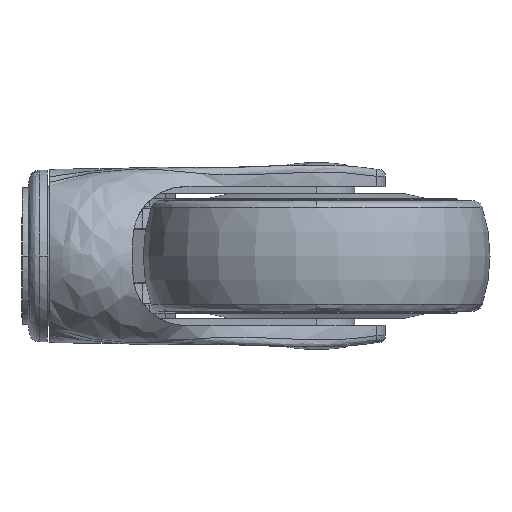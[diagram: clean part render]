
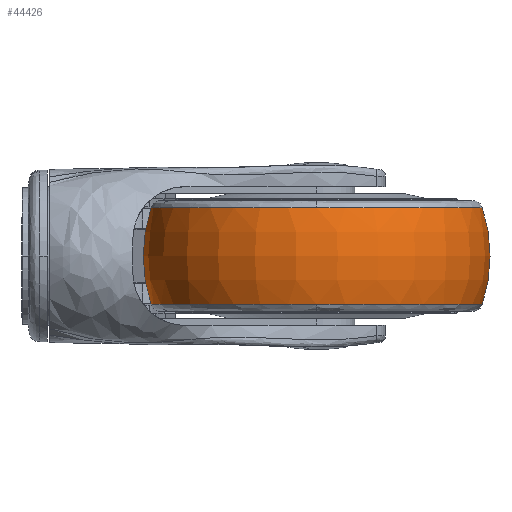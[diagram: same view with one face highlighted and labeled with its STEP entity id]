
A CAD part, left-side view. The second image highlights one B-rep face of the part: STEP entity #44426.
In plain terms, the highlighted toroidal (fillet/blend) face has major radius 5.5 mm and minor radius 44.5 mm.
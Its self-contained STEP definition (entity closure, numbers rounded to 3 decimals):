
#451 = AXIS2_PLACEMENT_3D ( 'NONE', #24981, #25240, #4627 ) ;
#2982 = CARTESIAN_POINT ( 'NONE',  ( 41.5, -77., 13.94 ) ) ;
#3099 = FACE_OUTER_BOUND ( 'NONE', #36525, .T. ) ;
#4627 = DIRECTION ( 'NONE',  ( 0., 1., 0. ) ) ;
#5580 = DIRECTION ( 'NONE',  ( 0., 1., 0. ) ) ;
#7084 = CIRCLE ( 'NONE', #20247, 47.76 ) ;
#7125 = CARTESIAN_POINT ( 'NONE',  ( 41.5, -77., -13.94 ) ) ;
#7725 = CIRCLE ( 'NONE', #47172, 47.76 ) ;
#9109 = CARTESIAN_POINT ( 'NONE',  ( 41.5, -77., -13.94 ) ) ;
#9763 = EDGE_CURVE ( 'NONE', #12443, #27701, #35655, .T. ) ;
#10127 = EDGE_CURVE ( 'NONE', #18621, #12443, #7725, .T. ) ;
#11122 = CIRCLE ( 'NONE', #39848, 44.5 ) ;
#11324 = EDGE_CURVE ( 'NONE', #48436, #18621, #16907, .T. ) ;
#11658 = CARTESIAN_POINT ( 'NONE',  ( 41.5, -124.76, 13.94 ) ) ;
#12258 = AXIS2_PLACEMENT_3D ( 'NONE', #50744, #47623, #31403 ) ;
#12443 = VERTEX_POINT ( 'NONE', #36575 ) ;
#13932 = CIRCLE ( 'NONE', #12258, 47.76 ) ;
#14151 = CARTESIAN_POINT ( 'NONE',  ( 41.5, -29.24, 13.94 ) ) ;
#14413 = EDGE_CURVE ( 'NONE', #18066, #27701, #11122, .T. ) ;
#14959 = DIRECTION ( 'NONE',  ( 0., 0., -1. ) ) ;
#16183 = CARTESIAN_POINT ( 'NONE',  ( 41.5, -29.24, -13.94 ) ) ;
#16574 = DIRECTION ( 'NONE',  ( 1., 0., 0. ) ) ;
#16658 = CARTESIAN_POINT ( 'NONE',  ( -6.26, -77., 13.94 ) ) ;
#16907 = CIRCLE ( 'NONE', #451, 44.5 ) ;
#17649 = AXIS2_PLACEMENT_3D ( 'NONE', #7125, #39258, #22859 ) ;
#18066 = VERTEX_POINT ( 'NONE', #14151 ) ;
#18238 = ORIENTED_EDGE ( 'NONE', *, *, #32809, .F. ) ;
#18603 = ORIENTED_EDGE ( 'NONE', *, *, #11324, .F. ) ;
#18621 = VERTEX_POINT ( 'NONE', #25213 ) ;
#19961 = CARTESIAN_POINT ( 'NONE',  ( 41.5, -71.5, 0. ) ) ;
#20247 = AXIS2_PLACEMENT_3D ( 'NONE', #2982, #45431, #38207 ) ;
#22859 = DIRECTION ( 'NONE',  ( 1., 0., 0. ) ) ;
#24603 = DIRECTION ( 'NONE',  ( -1., 0., 0. ) ) ;
#24981 = CARTESIAN_POINT ( 'NONE',  ( 41.5, -82.5, 0. ) ) ;
#25213 = CARTESIAN_POINT ( 'NONE',  ( 41.5, -124.76, -13.94 ) ) ;
#25240 = DIRECTION ( 'NONE',  ( 1., 0., 0. ) ) ;
#27701 = VERTEX_POINT ( 'NONE', #16183 ) ;
#29439 = ORIENTED_EDGE ( 'NONE', *, *, #10127, .F. ) ;
#30985 = VERTEX_POINT ( 'NONE', #16658 ) ;
#31229 = TOROIDAL_SURFACE ( 'NONE', #44373, 5.5, 44.5 ) ;
#31403 = DIRECTION ( 'NONE',  ( 1., 0., 0. ) ) ;
#32809 = EDGE_CURVE ( 'NONE', #30985, #48436, #7084, .T. ) ;
#35580 = DIRECTION ( 'NONE',  ( 0., 0., -1. ) ) ;
#35655 = CIRCLE ( 'NONE', #17649, 47.76 ) ;
#36525 = EDGE_LOOP ( 'NONE', ( #18603, #18238, #46940, #39451, #41217, #29439 ) ) ;
#36575 = CARTESIAN_POINT ( 'NONE',  ( -6.26, -77., -13.94 ) ) ;
#38207 = DIRECTION ( 'NONE',  ( 1., 0., 0. ) ) ;
#39258 = DIRECTION ( 'NONE',  ( 0., 0., -1. ) ) ;
#39451 = ORIENTED_EDGE ( 'NONE', *, *, #14413, .T. ) ;
#39777 = CARTESIAN_POINT ( 'NONE',  ( 41.5, -77., 0. ) ) ;
#39848 = AXIS2_PLACEMENT_3D ( 'NONE', #19961, #24603, #40258 ) ;
#40258 = DIRECTION ( 'NONE',  ( 0., 0., 1. ) ) ;
#41217 = ORIENTED_EDGE ( 'NONE', *, *, #9763, .F. ) ;
#44373 = AXIS2_PLACEMENT_3D ( 'NONE', #39777, #14959, #5580 ) ;
#44426 = ADVANCED_FACE ( 'NONE', ( #3099 ), #31229, .T. ) ;
#45431 = DIRECTION ( 'NONE',  ( 0., 0., 1. ) ) ;
#46940 = ORIENTED_EDGE ( 'NONE', *, *, #48812, .F. ) ;
#47172 = AXIS2_PLACEMENT_3D ( 'NONE', #9109, #35580, #16574 ) ;
#47623 = DIRECTION ( 'NONE',  ( 0., 0., 1. ) ) ;
#48436 = VERTEX_POINT ( 'NONE', #11658 ) ;
#48812 = EDGE_CURVE ( 'NONE', #18066, #30985, #13932, .T. ) ;
#50744 = CARTESIAN_POINT ( 'NONE',  ( 41.5, -77., 13.94 ) ) ;
